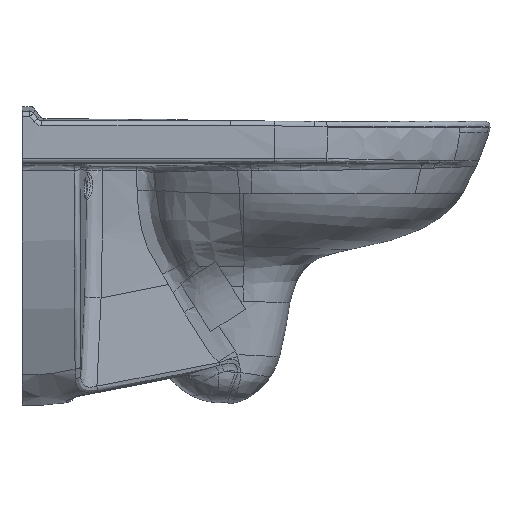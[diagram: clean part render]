
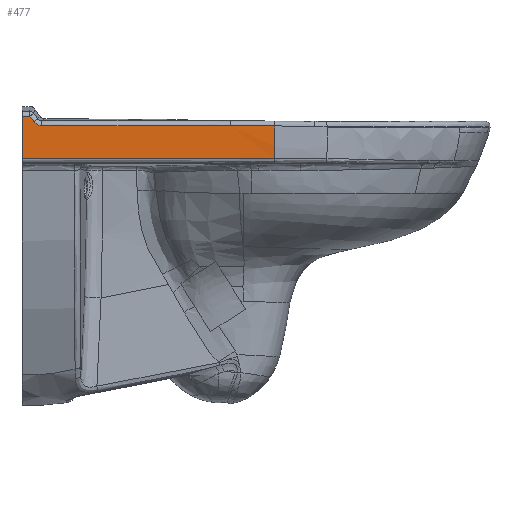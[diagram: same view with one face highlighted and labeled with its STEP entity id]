
A CAD part, left-side view. The second image highlights one B-rep face of the part: STEP entity #477.
In plain terms, the highlighted face is a extrusion surface.
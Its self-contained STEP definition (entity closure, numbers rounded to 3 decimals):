
#122=SURFACE_OF_LINEAR_EXTRUSION('',#6516,#158);
#158=VECTOR('',#7367,1.);
#477=ADVANCED_FACE('',(#1156),#122,.F.);
#1156=FACE_OUTER_BOUND('',#1598,.T.);
#1598=EDGE_LOOP('',(#2597,#2598,#2599,#2600,#2601,#2602,#2603,#2604,#2605));
#2597=ORIENTED_EDGE('',*,*,#5361,.T.);
#2598=ORIENTED_EDGE('',*,*,#5362,.F.);
#2599=ORIENTED_EDGE('',*,*,#5363,.F.);
#2600=ORIENTED_EDGE('',*,*,#5318,.F.);
#2601=ORIENTED_EDGE('',*,*,#5320,.F.);
#2602=ORIENTED_EDGE('',*,*,#5327,.F.);
#2603=ORIENTED_EDGE('',*,*,#5335,.F.);
#2604=ORIENTED_EDGE('',*,*,#5348,.F.);
#2605=ORIENTED_EDGE('',*,*,#5063,.T.);
#4308=VERTEX_POINT('',#12395);
#4309=VERTEX_POINT('',#12402);
#4479=VERTEX_POINT('',#22595);
#4480=VERTEX_POINT('',#22618);
#4481=VERTEX_POINT('',#22641);
#4485=VERTEX_POINT('',#22735);
#4490=VERTEX_POINT('',#22977);
#4507=VERTEX_POINT('',#23430);
#4508=VERTEX_POINT('',#23438);
#5063=EDGE_CURVE('',#4309,#4308,#6229,.T.);
#5318=EDGE_CURVE('',#4480,#4479,#6470,.T.);
#5320=EDGE_CURVE('',#4481,#4480,#6472,.T.);
#5327=EDGE_CURVE('',#4485,#4481,#6479,.T.);
#5335=EDGE_CURVE('',#4490,#4485,#6487,.T.);
#5348=EDGE_CURVE('',#4309,#4490,#6500,.T.);
#5361=EDGE_CURVE('',#4308,#4507,#6513,.T.);
#5362=EDGE_CURVE('',#4508,#4507,#6514,.T.);
#5363=EDGE_CURVE('',#4479,#4508,#6515,.T.);
#6229=B_SPLINE_CURVE_WITH_KNOTS('',3,(#12396,#12397,#12398,#12399,#12400,
#12401),.UNSPECIFIED.,.F.,.F.,(4,2,4),(0.,0.5,1.),.UNSPECIFIED.);
#6470=B_SPLINE_CURVE_WITH_KNOTS('',3,(#22614,#22615,#22616,#22617),
 .UNSPECIFIED.,.F.,.F.,(4,4),(0.,1.),.UNSPECIFIED.);
#6472=B_SPLINE_CURVE_WITH_KNOTS('',3,(#22637,#22638,#22639,#22640),
 .UNSPECIFIED.,.F.,.F.,(4,4),(0.,1.),.UNSPECIFIED.);
#6479=B_SPLINE_CURVE_WITH_KNOTS('',3,(#22731,#22732,#22733,#22734),
 .UNSPECIFIED.,.F.,.F.,(4,4),(0.,1.),.UNSPECIFIED.);
#6487=B_SPLINE_CURVE_WITH_KNOTS('',3,(#22973,#22974,#22975,#22976),
 .UNSPECIFIED.,.F.,.F.,(4,4),(0.,1.),.UNSPECIFIED.);
#6500=B_SPLINE_CURVE_WITH_KNOTS('',3,(#23163,#23164,#23165,#23166),
 .UNSPECIFIED.,.F.,.F.,(4,4),(0.,1.),.UNSPECIFIED.);
#6513=B_SPLINE_CURVE_WITH_KNOTS('',3,(#23426,#23427,#23428,#23429),
 .UNSPECIFIED.,.F.,.F.,(4,4),(0.,1.),.UNSPECIFIED.);
#6514=B_SPLINE_CURVE_WITH_KNOTS('',3,(#23431,#23432,#23433,#23434,#23435,
#23436,#23437),.UNSPECIFIED.,.F.,.F.,(4,1,1,1,4),(0.,0.223,
0.6,0.977,1.),.UNSPECIFIED.);
#6515=B_SPLINE_CURVE_WITH_KNOTS('',3,(#23439,#23440,#23441,#23442,#23443),
 .UNSPECIFIED.,.F.,.F.,(4,1,4),(0.,0.907,1.),.UNSPECIFIED.);
#6516=B_SPLINE_CURVE_WITH_KNOTS('',3,(#23444,#23445,#23446,#23447,#23448,
#23449,#23450),.UNSPECIFIED.,.F.,.F.,(4,1,1,1,4),(0.,0.383,
0.674,0.965,1.),.UNSPECIFIED.);
#7367=DIRECTION('',(0.,1.,0.));
#12395=CARTESIAN_POINT('',(-179.018,134.998,-44.797));
#12396=CARTESIAN_POINT('',(-179.275,134.998,6.186));
#12397=CARTESIAN_POINT('',(-179.872,134.997,-2.311));
#12398=CARTESIAN_POINT('',(-180.208,134.997,-10.808));
#12399=CARTESIAN_POINT('',(-180.108,134.997,-27.803));
#12400=CARTESIAN_POINT('',(-179.652,134.997,-36.3));
#12401=CARTESIAN_POINT('',(-179.018,134.998,-44.797));
#12402=CARTESIAN_POINT('',(-179.275,134.998,6.186));
#22595=CARTESIAN_POINT('',(-179.93,-167.38,-5.56));
#22614=CARTESIAN_POINT('',(-179.92,-114.392,-5.288));
#22615=CARTESIAN_POINT('',(-179.92,-132.055,-5.307));
#22616=CARTESIAN_POINT('',(-179.926,-149.718,-5.439));
#22617=CARTESIAN_POINT('',(-179.93,-167.38,-5.56));
#22618=CARTESIAN_POINT('',(-179.92,-114.392,-5.288));
#22637=CARTESIAN_POINT('',(-179.914,111.419,-5.155));
#22638=CARTESIAN_POINT('',(-179.915,36.149,-5.166));
#22639=CARTESIAN_POINT('',(-179.916,-39.122,-5.21));
#22640=CARTESIAN_POINT('',(-179.92,-114.392,-5.288));
#22641=CARTESIAN_POINT('',(-179.914,111.418,-5.155));
#22731=CARTESIAN_POINT('',(-179.695,120.811,-0.529));
#22732=CARTESIAN_POINT('',(-179.85,118.589,-3.392));
#22733=CARTESIAN_POINT('',(-179.914,115.053,-5.155));
#22734=CARTESIAN_POINT('',(-179.914,111.418,-5.155));
#22735=CARTESIAN_POINT('',(-179.695,120.815,-0.524));
#22973=CARTESIAN_POINT('',(-179.275,125.836,6.186));
#22974=CARTESIAN_POINT('',(-179.434,124.199,3.929));
#22975=CARTESIAN_POINT('',(-179.575,122.531,1.689));
#22976=CARTESIAN_POINT('',(-179.695,120.817,-0.522));
#22977=CARTESIAN_POINT('',(-179.275,125.836,6.186));
#23163=CARTESIAN_POINT('',(-179.275,134.998,6.186));
#23164=CARTESIAN_POINT('',(-179.275,131.944,6.186));
#23165=CARTESIAN_POINT('',(-179.275,128.89,6.186));
#23166=CARTESIAN_POINT('',(-179.275,125.836,6.186));
#23426=CARTESIAN_POINT('',(-179.018,134.998,-44.797));
#23427=CARTESIAN_POINT('',(-179.018,34.205,-44.797));
#23428=CARTESIAN_POINT('',(-179.018,-66.587,-44.797));
#23429=CARTESIAN_POINT('',(-179.018,-167.38,-44.797));
#23430=CARTESIAN_POINT('',(-179.018,-167.38,-44.797));
#23431=CARTESIAN_POINT('',(-179.905,-167.38,-30.074));
#23432=CARTESIAN_POINT('',(-179.86,-167.38,-31.168));
#23433=CARTESIAN_POINT('',(-179.724,-167.38,-34.114));
#23434=CARTESIAN_POINT('',(-179.441,-167.38,-38.908));
#23435=CARTESIAN_POINT('',(-179.173,-167.38,-42.721));
#23436=CARTESIAN_POINT('',(-179.027,-167.38,-44.683));
#23437=CARTESIAN_POINT('',(-179.018,-167.38,-44.797));
#23438=CARTESIAN_POINT('',(-179.905,-167.38,-30.075));
#23439=CARTESIAN_POINT('',(-179.93,-167.38,-5.56));
#23440=CARTESIAN_POINT('',(-180.219,-167.381,-12.969));
#23441=CARTESIAN_POINT('',(-180.241,-167.381,-21.149));
#23442=CARTESIAN_POINT('',(-179.936,-167.38,-29.316));
#23443=CARTESIAN_POINT('',(-179.905,-167.38,-30.074));
#23444=CARTESIAN_POINT('',(-177.544,-167.378,26.678));
#23445=CARTESIAN_POINT('',(-178.528,-167.379,15.932));
#23446=CARTESIAN_POINT('',(-180.26,-167.381,-2.985));
#23447=CARTESIAN_POINT('',(-180.232,-167.381,-30.075));
#23448=CARTESIAN_POINT('',(-178.828,-167.38,-47.397));
#23449=CARTESIAN_POINT('',(-178.087,-167.379,-56.548));
#23450=CARTESIAN_POINT('',(-178.007,-167.379,-57.528));
